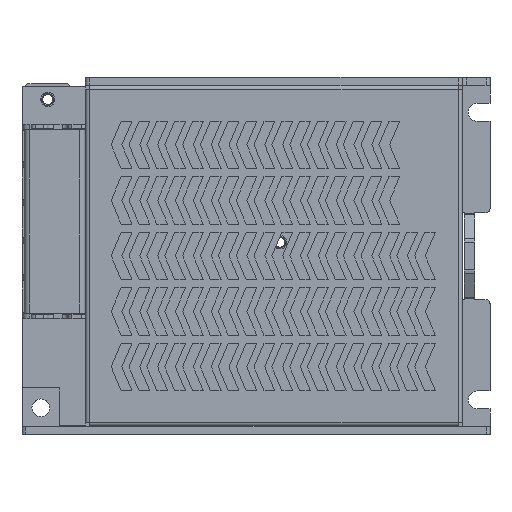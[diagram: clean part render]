
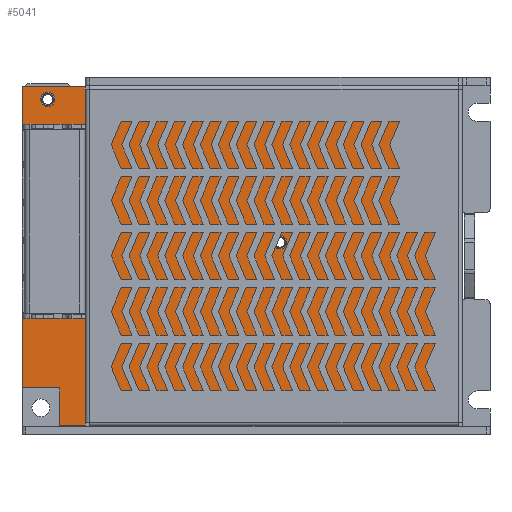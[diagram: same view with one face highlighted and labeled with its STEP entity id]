
A CAD part, top view. The second image highlights one B-rep face of the part: STEP entity #5041.
In plain terms, the highlighted planar face has unit normal (0, 0, 1).
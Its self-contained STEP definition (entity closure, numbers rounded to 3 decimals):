
#2521=FACE_BOUND('',#10048,.T.);
#2522=FACE_BOUND('',#10049,.T.);
#2523=FACE_BOUND('',#10050,.T.);
#3322=CIRCLE('',#38308,1.8);
#3323=CIRCLE('',#38309,1.7);
#5041=ADVANCED_FACE('',(#2521,#2522,#2523),#6378,.T.);
#6378=PLANE('',#38310);
#10048=EDGE_LOOP('',(#20434));
#10049=EDGE_LOOP('',(#20435));
#10050=EDGE_LOOP('',(#20436,#20437,#20438,#20439,#20440,#20441,#20442,#20443,
#20444,#20445));
#20434=ORIENTED_EDGE('',*,*,#29251,.T.);
#20435=ORIENTED_EDGE('',*,*,#29252,.T.);
#20436=ORIENTED_EDGE('',*,*,#29223,.T.);
#20437=ORIENTED_EDGE('',*,*,#29227,.T.);
#20438=ORIENTED_EDGE('',*,*,#29230,.T.);
#20439=ORIENTED_EDGE('',*,*,#29233,.T.);
#20440=ORIENTED_EDGE('',*,*,#29236,.T.);
#20441=ORIENTED_EDGE('',*,*,#29239,.T.);
#20442=ORIENTED_EDGE('',*,*,#29242,.T.);
#20443=ORIENTED_EDGE('',*,*,#29245,.T.);
#20444=ORIENTED_EDGE('',*,*,#29248,.T.);
#20445=ORIENTED_EDGE('',*,*,#29250,.T.);
#24031=VERTEX_POINT('',#61190);
#24032=VERTEX_POINT('',#61192);
#24034=VERTEX_POINT('',#61198);
#24036=VERTEX_POINT('',#61204);
#24038=VERTEX_POINT('',#61210);
#24040=VERTEX_POINT('',#61216);
#24042=VERTEX_POINT('',#61222);
#24044=VERTEX_POINT('',#61228);
#24046=VERTEX_POINT('',#61234);
#24048=VERTEX_POINT('',#61240);
#24049=VERTEX_POINT('',#61247);
#24050=VERTEX_POINT('',#61249);
#29223=EDGE_CURVE('',#24032,#24031,#32508,.T.);
#29227=EDGE_CURVE('',#24031,#24034,#32512,.T.);
#29230=EDGE_CURVE('',#24034,#24036,#32515,.T.);
#29233=EDGE_CURVE('',#24036,#24038,#32518,.T.);
#29236=EDGE_CURVE('',#24038,#24040,#32521,.T.);
#29239=EDGE_CURVE('',#24040,#24042,#32524,.T.);
#29242=EDGE_CURVE('',#24042,#24044,#32527,.T.);
#29245=EDGE_CURVE('',#24044,#24046,#32530,.T.);
#29248=EDGE_CURVE('',#24046,#24048,#32533,.T.);
#29250=EDGE_CURVE('',#24048,#24032,#32535,.T.);
#29251=EDGE_CURVE('',#24049,#24049,#3322,.T.);
#29252=EDGE_CURVE('',#24050,#24050,#3323,.T.);
#32508=LINE('',#61191,#35814);
#32512=LINE('',#61199,#35818);
#32515=LINE('',#61205,#35821);
#32518=LINE('',#61211,#35824);
#32521=LINE('',#61217,#35827);
#32524=LINE('',#61223,#35830);
#32527=LINE('',#61229,#35833);
#32530=LINE('',#61235,#35836);
#32533=LINE('',#61241,#35839);
#32535=LINE('',#61244,#35841);
#35814=VECTOR('',#46510,1.);
#35818=VECTOR('',#46516,1.);
#35821=VECTOR('',#46521,1.);
#35824=VECTOR('',#46526,1.);
#35827=VECTOR('',#46531,1.);
#35830=VECTOR('',#46536,1.);
#35833=VECTOR('',#46541,1.);
#35836=VECTOR('',#46546,1.);
#35839=VECTOR('',#46551,1.);
#35841=VECTOR('',#46555,1.);
#38308=AXIS2_PLACEMENT_3D('',#61246,#46558,#46559);
#38309=AXIS2_PLACEMENT_3D('',#61248,#46560,#46561);
#38310=AXIS2_PLACEMENT_3D('',#61250,#46562,#46563);
#46510=DIRECTION('',(0.,-1.,0.));
#46516=DIRECTION('',(1.,0.,0.));
#46521=DIRECTION('',(0.,1.,0.));
#46526=DIRECTION('',(-0.832,0.555,0.));
#46531=DIRECTION('',(0.,1.,0.));
#46536=DIRECTION('',(0.832,0.555,0.));
#46541=DIRECTION('',(0.,1.,0.));
#46546=DIRECTION('',(-1.,0.,0.));
#46551=DIRECTION('',(0.,-1.,0.));
#46555=DIRECTION('',(-1.,0.,0.));
#46558=DIRECTION('',(0.,0.,-1.));
#46559=DIRECTION('',(1.,0.,0.));
#46560=DIRECTION('',(0.,0.,-1.));
#46561=DIRECTION('',(1.,0.,0.));
#46562=DIRECTION('',(0.,0.,1.));
#46563=DIRECTION('',(1.,0.,0.));
#61190=CARTESIAN_POINT('',(-42.75,-55.,1.6));
#61191=CARTESIAN_POINT('',(-42.75,45.5,1.6));
#61192=CARTESIAN_POINT('',(-42.75,45.5,1.6));
#61198=CARTESIAN_POINT('',(42.75,-55.,1.6));
#61199=CARTESIAN_POINT('',(-42.75,-55.,1.6));
#61204=CARTESIAN_POINT('',(42.75,-39.5,1.6));
#61205=CARTESIAN_POINT('',(42.75,-55.,1.6));
#61210=CARTESIAN_POINT('',(39.75,-37.5,1.6));
#61211=CARTESIAN_POINT('',(42.75,-39.5,1.6));
#61216=CARTESIAN_POINT('',(39.75,3.7,1.6));
#61217=CARTESIAN_POINT('',(39.75,-37.5,1.6));
#61222=CARTESIAN_POINT('',(42.75,5.7,1.6));
#61223=CARTESIAN_POINT('',(39.75,3.7,1.6));
#61228=CARTESIAN_POINT('',(42.75,55.,1.6));
#61229=CARTESIAN_POINT('',(42.75,5.7,1.6));
#61234=CARTESIAN_POINT('',(-33.25,55.,1.6));
#61235=CARTESIAN_POINT('',(42.75,55.,1.6));
#61240=CARTESIAN_POINT('',(-33.25,45.5,1.6));
#61241=CARTESIAN_POINT('',(-33.25,55.,1.6));
#61244=CARTESIAN_POINT('',(-33.25,45.5,1.6));
#61246=CARTESIAN_POINT('',(39.5,48.5,1.6));
#61247=CARTESIAN_POINT('',(41.3,48.5,1.6));
#61248=CARTESIAN_POINT('',(3.5,-10.,1.6));
#61249=CARTESIAN_POINT('',(5.2,-10.,1.6));
#61250=CARTESIAN_POINT('',(0.,0.,1.6));
